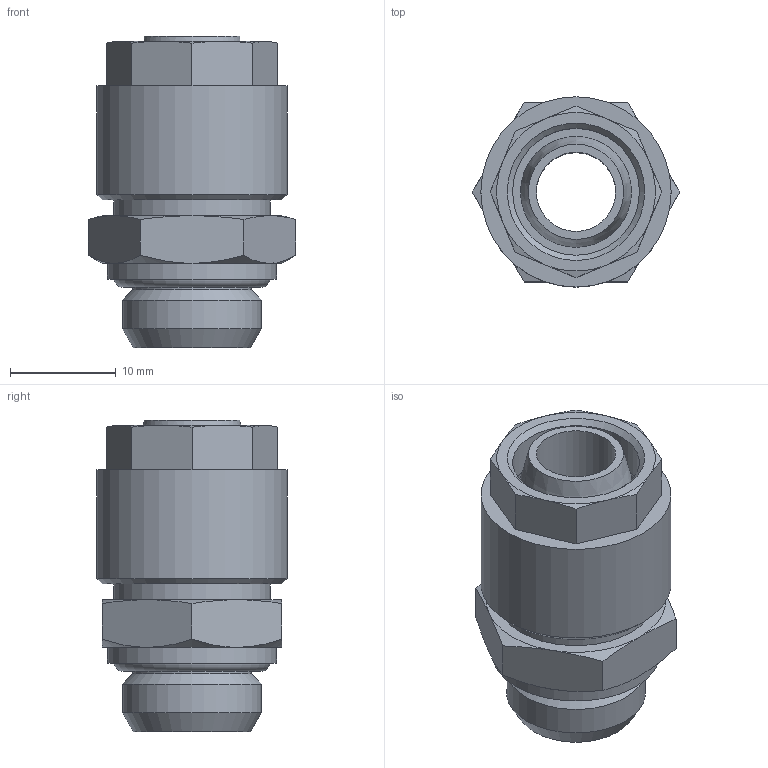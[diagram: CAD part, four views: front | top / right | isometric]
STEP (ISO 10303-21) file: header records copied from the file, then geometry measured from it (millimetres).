
FILE_DESCRIPTION(( 'MC.12.12.14.STP' ), '1');
FILE_NAME( 'MC.12.12.14.STP', '2018-10-02T09:33:40',( 'Sopra'),('sopra-pneumatic.com'), 'SwSTEP 2.0','SolidWorks 2009','' );
FILE_SCHEMA (('AUTOMOTIVE_DESIGN { 1 0 10303 214 1 1 1 1 }'));
Length unit declared in the file: millimetre
Products named in the file (4): Root; 10222; 17008; OR 11.11X1.78
Assembly tree (3 placements, depth 2):
  Root
    10222
    17008
    OR 11.11X1.78
Bounding box: 19.63 x 18 x 29.5 mm (x, y, z)
Volume: 4530.7 mm3; surface area: 4384 mm2
Topology: 3 solids, 3 shells, 70 faces, 150 edges, 92 vertices
Faces by surface type: cone 31, plane 25, cylinder 10, torus 4
Full cylindrical faces by diameter (mm): 7.5 x1, 9.5 x1, 11.2 x1, 12 x1, 13.157 x1, 14.73 x1, 14.8 x1, 16 x2, 18 x1
Entity records: 2939 total; most frequent: DIRECTION 360, CARTESIAN_POINT 273, PRESENTATION_STYLE_ASSIGNMENT 233, COLOUR_RGB 232, DRAUGHTING_PRE_DEFINED_CURVE_FONT 230, CURVE_STYLE 230, OVER_RIDING_STYLED_ITEM 230, ORIENTED_EDGE 230
